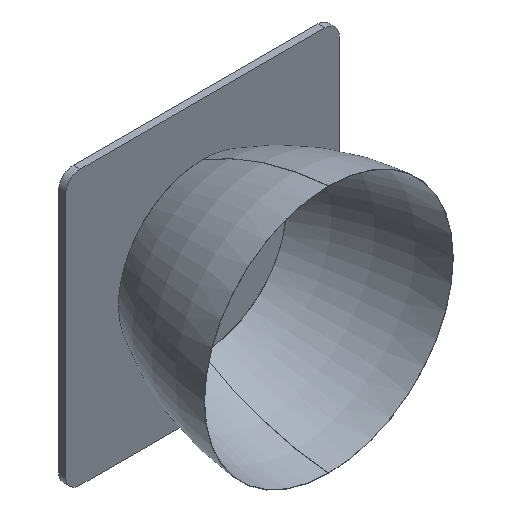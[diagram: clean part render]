
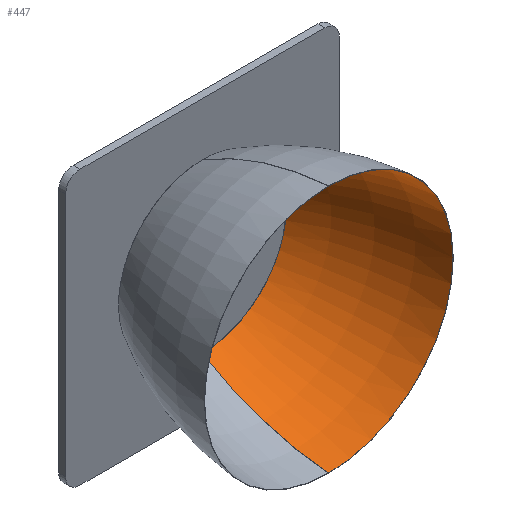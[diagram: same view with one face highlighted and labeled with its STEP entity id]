
A CAD part, isometric view. The second image highlights one B-rep face of the part: STEP entity #447.
In plain terms, the highlighted toroidal (fillet/blend) face has major radius 139.007 mm and minor radius 249.249 mm.
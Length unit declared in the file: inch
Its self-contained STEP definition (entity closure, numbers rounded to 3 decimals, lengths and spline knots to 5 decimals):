
#1 = CARTESIAN_POINT ( 'NONE',  ( 2.66158, -0.2385, 1.15246 ) ) ;
#6 = CARTESIAN_POINT ( 'NONE',  ( 1.4522, -0.2385, 2.51199 ) ) ;
#12 = TOROIDAL_SURFACE ( 'NONE', #32, -5.4727, 9.81297 ) ;
#32 = AXIS2_PLACEMENT_3D ( 'NONE', #1149, #772, #495 ) ;
#39 = B_SPLINE_CURVE_WITH_KNOTS ( 'NONE', 3,
 ( #101, #765, #1141, #489, #1044, #388, #956, #288, #860, #196, #762, #99, #671, #6, #579, #1137, #485, #1042, #385, #950, #286, #857, #192, #758, #97, #669, #1, #578, #1136, #481, #1037, #383, #948, #280, #855, #189, #753, #91, #667, #1221, #570, #1131, #478, #1032, #378, #943, #277, #849, #186, #749, #85, #662, #1219, #566, #1124, #475, #1030, #369, #938, #273, #845, #177, #746, #82, #657, #1213, #562, #1120 ),
 .UNSPECIFIED., .F., .F.,
 ( 4, 2, 2, 2, 2, 2, 2, 2, 2, 2, 2, 2, 2, 2, 2, 2, 2, 2, 2, 2, 2, 2, 2, 2, 2, 2, 2, 2, 2, 2, 2, 2, 2, 4 ),
 ( 0.11519, 0.12239, 0.12599, 0.12959, 0.14399, 0.14759, 0.15119, 0.15839, 0.17278, 0.17998, 0.18718, 0.19438, 0.19798, 0.20158, 0.21597, 0.21957, 0.22317, 0.23037, 0.24477, 0.24837, 0.25196, 0.25916, 0.26636, 0.26996, 0.27356, 0.28796, 0.29516, 0.29875, 0.30235, 0.31675, 0.32035, 0.32395, 0.33115, 0.34554 ),
 .UNSPECIFIED. ) ;
#79 = DIRECTION ( 'NONE',  ( -1., 0., 0. ) ) ;
#82 = CARTESIAN_POINT ( 'NONE',  ( 0.74972, -0.2385, -2.80302 ) ) ;
#85 = CARTESIAN_POINT ( 'NONE',  ( 2.18453, -0.2385, -1.91664 ) ) ;
#91 = CARTESIAN_POINT ( 'NONE',  ( 2.83501, -0.2385, -0.61226 ) ) ;
#97 = CARTESIAN_POINT ( 'NONE',  ( 2.60135, -0.2385, 1.28264 ) ) ;
#99 = CARTESIAN_POINT ( 'NONE',  ( 1.28349, -0.2385, 2.60093 ) ) ;
#101 = CARTESIAN_POINT ( 'NONE',  ( 0., -0.2385, 2.89998 ) ) ;
#121 = DIRECTION ( 'NONE',  ( 0., 0., 1. ) ) ;
#177 = CARTESIAN_POINT ( 'NONE',  ( 0.93206, -0.2385, -2.74653 ) ) ;
#178 = CIRCLE ( 'NONE', #652, 9.81297 ) ;
#186 = CARTESIAN_POINT ( 'NONE',  ( 2.4373, -0.2385, -1.57218 ) ) ;
#189 = CARTESIAN_POINT ( 'NONE',  ( 2.8999, -0.2385, -0.19041 ) ) ;
#192 = CARTESIAN_POINT ( 'NONE',  ( 2.51256, -0.2385, 1.45121 ) ) ;
#196 = CARTESIAN_POINT ( 'NONE',  ( 1.15344, -0.2385, 2.66115 ) ) ;
#211 = VERTEX_POINT ( 'NONE', #1180 ) ;
#215 = CARTESIAN_POINT ( 'NONE',  ( 0., -4.62642, 0. ) ) ;
#273 = CARTESIAN_POINT ( 'NONE',  ( 1.06648, -0.2385, -2.69718 ) ) ;
#277 = CARTESIAN_POINT ( 'NONE',  ( 2.51203, -0.2385, -1.44979 ) ) ;
#280 = CARTESIAN_POINT ( 'NONE',  ( 2.89544, -0.2385, 0.18835 ) ) ;
#286 = CARTESIAN_POINT ( 'NONE',  ( 2.35887, -0.2385, 1.68954 ) ) ;
#288 = CARTESIAN_POINT ( 'NONE',  ( 0.75318, -0.2385, 2.80688 ) ) ;
#292 = FACE_OUTER_BOUND ( 'NONE', #426, .T. ) ;
#369 = CARTESIAN_POINT ( 'NONE',  ( 1.4524, -0.2385, -2.51722 ) ) ;
#373 = CIRCLE ( 'NONE', #1115, 4.31308 ) ;
#378 = CARTESIAN_POINT ( 'NONE',  ( 2.6025, -0.2385, -1.28292 ) ) ;
#383 = CARTESIAN_POINT ( 'NONE',  ( 2.87555, -0.2385, 0.37868 ) ) ;
#385 = CARTESIAN_POINT ( 'NONE',  ( 2.18254, -0.2385, 1.9119 ) ) ;
#388 = CARTESIAN_POINT ( 'NONE',  ( 0.47397, -0.2385, 2.86138 ) ) ;
#423 = VERTEX_POINT ( 'NONE', #1076 ) ;
#426 = EDGE_LOOP ( 'NONE', ( #889, #1036, #1111, #977 ) ) ;
#447 = ADVANCED_FACE ( 'NONE', ( #292 ), #12, .F. ) ;
#472 = DIRECTION ( 'NONE',  ( 0., 1., 0. ) ) ;
#475 = CARTESIAN_POINT ( 'NONE',  ( 1.68847, -0.2385, -2.35822 ) ) ;
#478 = CARTESIAN_POINT ( 'NONE',  ( 2.71521, -0.2385, -1.02295 ) ) ;
#481 = CARTESIAN_POINT ( 'NONE',  ( 2.85343, -0.2385, 0.51967 ) ) ;
#485 = CARTESIAN_POINT ( 'NONE',  ( 1.91554, -0.2385, 2.1857 ) ) ;
#489 = CARTESIAN_POINT ( 'NONE',  ( 0.3321, -0.2385, 2.8813 ) ) ;
#495 = DIRECTION ( 'NONE',  ( 0., 0., 1. ) ) ;
#562 = CARTESIAN_POINT ( 'NONE',  ( 0.19135, -0.2385, -2.89998 ) ) ;
#564 = CARTESIAN_POINT ( 'NONE',  ( 0., -5.35636, 5.4727 ) ) ;
#566 = CARTESIAN_POINT ( 'NONE',  ( 1.80295, -0.2385, -2.27191 ) ) ;
#570 = CARTESIAN_POINT ( 'NONE',  ( 2.78854, -0.2385, -0.79763 ) ) ;
#578 = CARTESIAN_POINT ( 'NONE',  ( 2.75244, -0.2385, 0.9328 ) ) ;
#579 = CARTESIAN_POINT ( 'NONE',  ( 1.53342, -0.2385, 2.46322 ) ) ;
#617 = VERTEX_POINT ( 'NONE', #1132 ) ;
#628 = CIRCLE ( 'NONE', #1073, 9.81297 ) ;
#642 = EDGE_CURVE ( 'NONE', #211, #617, #628, .T. ) ;
#652 = AXIS2_PLACEMENT_3D ( 'NONE', #743, #79, #654 ) ;
#654 = DIRECTION ( 'NONE',  ( 0., -1., 0. ) ) ;
#657 = CARTESIAN_POINT ( 'NONE',  ( 0.65776, -0.2385, -2.82598 ) ) ;
#662 = CARTESIAN_POINT ( 'NONE',  ( 1.98395, -0.2385, -2.11726 ) ) ;
#667 = CARTESIAN_POINT ( 'NONE',  ( 2.8245, -0.2385, -0.65906 ) ) ;
#669 = CARTESIAN_POINT ( 'NONE',  ( 2.64227, -0.2385, 1.19607 ) ) ;
#671 = CARTESIAN_POINT ( 'NONE',  ( 1.32625, -0.2385, 2.57938 ) ) ;
#696 = EDGE_CURVE ( 'NONE', #423, #852, #178, .T. ) ;
#743 = CARTESIAN_POINT ( 'NONE',  ( 0., -5.35636, -5.4727 ) ) ;
#746 = CARTESIAN_POINT ( 'NONE',  ( 0.88652, -0.2385, -2.76156 ) ) ;
#749 = CARTESIAN_POINT ( 'NONE',  ( 2.30465, -0.2385, -1.77058 ) ) ;
#753 = CARTESIAN_POINT ( 'NONE',  ( 2.88148, -0.2385, -0.37854 ) ) ;
#758 = CARTESIAN_POINT ( 'NONE',  ( 2.57986, -0.2385, 1.32532 ) ) ;
#762 = CARTESIAN_POINT ( 'NONE',  ( 1.19701, -0.2385, 2.64184 ) ) ;
#765 = CARTESIAN_POINT ( 'NONE',  ( 0.09459, -0.2385, 2.89998 ) ) ;
#772 = DIRECTION ( 'NONE',  ( 0., 1., 0. ) ) ;
#782 = DIRECTION ( 'NONE',  ( 0., 1., 0. ) ) ;
#803 = EDGE_CURVE ( 'NONE', #423, #211, #373, .T. ) ;
#845 = CARTESIAN_POINT ( 'NONE',  ( 1.02205, -0.2385, -2.71433 ) ) ;
#849 = CARTESIAN_POINT ( 'NONE',  ( 2.46299, -0.2385, -1.53162 ) ) ;
#852 = VERTEX_POINT ( 'NONE', #878 ) ;
#855 = CARTESIAN_POINT ( 'NONE',  ( 2.90002, -0.2385, 0.09345 ) ) ;
#857 = CARTESIAN_POINT ( 'NONE',  ( 2.46384, -0.2385, 1.53242 ) ) ;
#860 = CARTESIAN_POINT ( 'NONE',  ( 0.93395, -0.2385, 2.75204 ) ) ;
#878 = CARTESIAN_POINT ( 'NONE',  ( 0., -0.2385, 2.89998 ) ) ;
#889 = ORIENTED_EDGE ( 'NONE', *, *, #642, .F. ) ;
#938 = CARTESIAN_POINT ( 'NONE',  ( 1.28581, -0.2385, -2.60627 ) ) ;
#943 = CARTESIAN_POINT ( 'NONE',  ( 2.53545, -0.2385, -1.40841 ) ) ;
#948 = CARTESIAN_POINT ( 'NONE',  ( 2.88141, -0.2385, 0.33114 ) ) ;
#950 = CARTESIAN_POINT ( 'NONE',  ( 2.30262, -0.2385, 1.76544 ) ) ;
#956 = CARTESIAN_POINT ( 'NONE',  ( 0.52077, -0.2385, 2.85323 ) ) ;
#977 = ORIENTED_EDGE ( 'NONE', *, *, #1202, .T. ) ;
#1030 = CARTESIAN_POINT ( 'NONE',  ( 1.64959, -0.2385, -2.38558 ) ) ;
#1032 = CARTESIAN_POINT ( 'NONE',  ( 2.6429, -0.2385, -1.19745 ) ) ;
#1036 = ORIENTED_EDGE ( 'NONE', *, *, #803, .F. ) ;
#1037 = CARTESIAN_POINT ( 'NONE',  ( 2.86156, -0.2385, 0.47289 ) ) ;
#1042 = CARTESIAN_POINT ( 'NONE',  ( 2.11865, -0.2385, 1.98252 ) ) ;
#1044 = CARTESIAN_POINT ( 'NONE',  ( 0.3797, -0.2385, 2.87541 ) ) ;
#1073 = AXIS2_PLACEMENT_3D ( 'NONE', #564, #1121, #472 ) ;
#1076 = CARTESIAN_POINT ( 'NONE',  ( 0., -4.62642, 4.31308 ) ) ;
#1111 = ORIENTED_EDGE ( 'NONE', *, *, #696, .T. ) ;
#1115 = AXIS2_PLACEMENT_3D ( 'NONE', #215, #782, #121 ) ;
#1120 = CARTESIAN_POINT ( 'NONE',  ( 0., -0.2385, -2.89998 ) ) ;
#1121 = DIRECTION ( 'NONE',  ( 1., 0., 0. ) ) ;
#1124 = CARTESIAN_POINT ( 'NONE',  ( 1.7651, -0.2385, -2.30143 ) ) ;
#1131 = CARTESIAN_POINT ( 'NONE',  ( 2.74713, -0.2385, -0.93391 ) ) ;
#1132 = CARTESIAN_POINT ( 'NONE',  ( 0., -0.2385, -2.89998 ) ) ;
#1136 = CARTESIAN_POINT ( 'NONE',  ( 2.80719, -0.2385, 0.75199 ) ) ;
#1137 = CARTESIAN_POINT ( 'NONE',  ( 1.76907, -0.2385, 2.30565 ) ) ;
#1141 = CARTESIAN_POINT ( 'NONE',  ( 0.18944, -0.2385, 2.89537 ) ) ;
#1149 = CARTESIAN_POINT ( 'NONE',  ( 0., -5.35636, 0. ) ) ;
#1180 = CARTESIAN_POINT ( 'NONE',  ( 0., -4.62642, -4.31308 ) ) ;
#1202 = EDGE_CURVE ( 'NONE', #852, #617, #39, .T. ) ;
#1213 = CARTESIAN_POINT ( 'NONE',  ( 0.37967, -0.2385, -2.88123 ) ) ;
#1219 = CARTESIAN_POINT ( 'NONE',  ( 1.91366, -0.2385, -2.18103 ) ) ;
#1221 = CARTESIAN_POINT ( 'NONE',  ( 2.80126, -0.2385, -0.75175 ) ) ;
